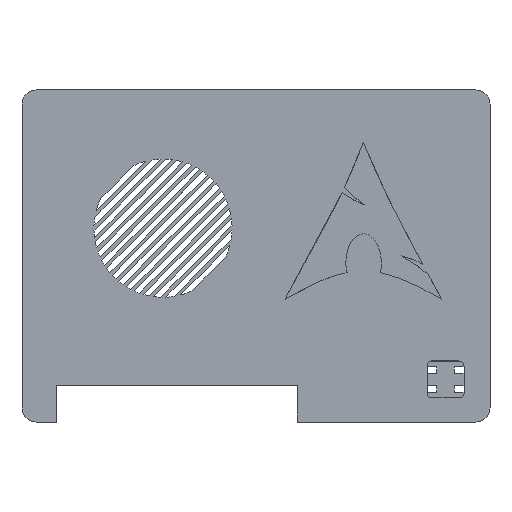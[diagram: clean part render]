
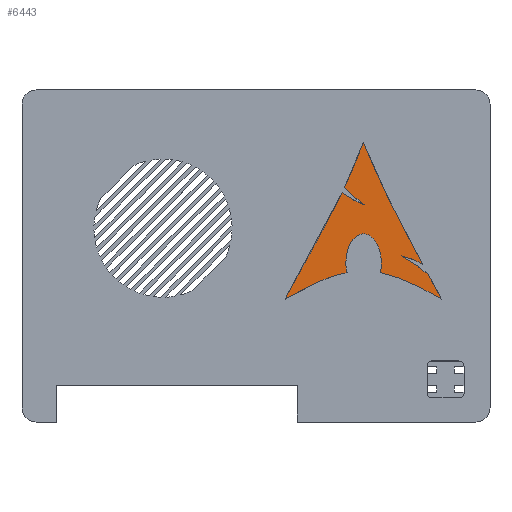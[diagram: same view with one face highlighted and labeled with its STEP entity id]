
A CAD part, top view. The second image highlights one B-rep face of the part: STEP entity #6443.
In plain terms, the highlighted planar face has unit normal (0, 0, 1).
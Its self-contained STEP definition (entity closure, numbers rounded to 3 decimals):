
#5433 = VERTEX_POINT('',#5434);
#5434 = CARTESIAN_POINT('',(91.996,21.601,1.));
#5440 = EDGE_CURVE('',#5433,#5441,#5443,.T.);
#5441 = VERTEX_POINT('',#5442);
#5442 = CARTESIAN_POINT('',(86.68,9.009,1.));
#5443 = B_SPLINE_CURVE_WITH_KNOTS('',3,(#5444,#5445,#5446,#5447),
  .UNSPECIFIED.,.F.,.F.,(4,4),(0.,1.),.PIECEWISE_BEZIER_KNOTS.);
#5444 = CARTESIAN_POINT('',(91.996,21.601,1.));
#5445 = CARTESIAN_POINT('',(90.039,16.803,1.));
#5446 = CARTESIAN_POINT('',(88.859,13.664,1.));
#5447 = CARTESIAN_POINT('',(86.68,9.009,1.));
#5468 = EDGE_CURVE('',#5441,#5469,#5471,.T.);
#5469 = VERTEX_POINT('',#5470);
#5470 = CARTESIAN_POINT('',(92.319,4.081,1.));
#5471 = B_SPLINE_CURVE_WITH_KNOTS('',3,(#5472,#5473,#5474,#5475),
  .UNSPECIFIED.,.F.,.F.,(4,4),(0.,1.),.PIECEWISE_BEZIER_KNOTS.);
#5472 = CARTESIAN_POINT('',(86.68,9.009,1.));
#5473 = CARTESIAN_POINT('',(88.016,7.593,1.));
#5474 = CARTESIAN_POINT('',(89.656,5.943,1.));
#5475 = CARTESIAN_POINT('',(92.319,4.081,1.));
#5496 = EDGE_CURVE('',#5469,#5497,#5499,.T.);
#5497 = VERTEX_POINT('',#5498);
#5498 = CARTESIAN_POINT('',(86.043,7.669,1.));
#5499 = B_SPLINE_CURVE_WITH_KNOTS('',3,(#5500,#5501,#5502,#5503),
  .UNSPECIFIED.,.F.,.F.,(4,4),(0.,1.),.PIECEWISE_BEZIER_KNOTS.);
#5500 = CARTESIAN_POINT('',(92.319,4.081,1.));
#5501 = CARTESIAN_POINT('',(89.456,5.259,1.));
#5502 = CARTESIAN_POINT('',(87.503,6.442,1.));
#5503 = CARTESIAN_POINT('',(86.043,7.669,1.));
#5524 = EDGE_CURVE('',#5497,#5525,#5527,.T.);
#5525 = VERTEX_POINT('',#5526);
#5526 = CARTESIAN_POINT('',(70.019,-22.369,1.));
#5527 = B_SPLINE_CURVE_WITH_KNOTS('',3,(#5528,#5529,#5530,#5531),
  .UNSPECIFIED.,.F.,.F.,(4,4),(0.,1.),.PIECEWISE_BEZIER_KNOTS.);
#5528 = CARTESIAN_POINT('',(86.043,7.669,1.));
#5529 = CARTESIAN_POINT('',(83.254,1.85,1.));
#5530 = CARTESIAN_POINT('',(78.885,-6.438,1.));
#5531 = CARTESIAN_POINT('',(70.019,-22.369,1.));
#5552 = EDGE_CURVE('',#5525,#5553,#5555,.T.);
#5553 = VERTEX_POINT('',#5554);
#5554 = CARTESIAN_POINT('',(87.424,-14.919,1.));
#5555 = B_SPLINE_CURVE_WITH_KNOTS('',3,(#5556,#5557,#5558,#5559),
  .UNSPECIFIED.,.F.,.F.,(4,4),(0.,1.),.PIECEWISE_BEZIER_KNOTS.);
#5556 = CARTESIAN_POINT('',(70.019,-22.369,1.));
#5557 = CARTESIAN_POINT('',(76.988,-18.346,1.));
#5558 = CARTESIAN_POINT('',(82.39,-15.866,1.));
#5559 = CARTESIAN_POINT('',(87.424,-14.919,1.));
#5580 = EDGE_CURVE('',#5553,#5581,#5583,.T.);
#5581 = VERTEX_POINT('',#5582);
#5582 = CARTESIAN_POINT('',(87.093,-11.935,1.));
#5583 = B_SPLINE_CURVE_WITH_KNOTS('',3,(#5584,#5585,#5586,#5587),
  .UNSPECIFIED.,.F.,.F.,(4,4),(0.,1.),.PIECEWISE_BEZIER_KNOTS.);
#5584 = CARTESIAN_POINT('',(87.424,-14.919,1.));
#5585 = CARTESIAN_POINT('',(87.208,-13.99,1.));
#5586 = CARTESIAN_POINT('',(87.085,-12.984,1.));
#5587 = CARTESIAN_POINT('',(87.093,-11.935,1.));
#5608 = EDGE_CURVE('',#5581,#5609,#5611,.T.);
#5609 = VERTEX_POINT('',#5610);
#5610 = CARTESIAN_POINT('',(87.101,-11.711,1.));
#5611 = B_SPLINE_CURVE_WITH_KNOTS('',1,(#5612,#5613),.UNSPECIFIED.,.F.,
  .F.,(2,2),(0.,0.844),.PIECEWISE_BEZIER_KNOTS.);
#5612 = CARTESIAN_POINT('',(87.093,-11.935,1.));
#5613 = CARTESIAN_POINT('',(87.101,-11.711,1.));
#5632 = EDGE_CURVE('',#5609,#5633,#5635,.T.);
#5633 = VERTEX_POINT('',#5634);
#5634 = CARTESIAN_POINT('',(92.286,-4.047,1.));
#5635 = B_SPLINE_CURVE_WITH_KNOTS('',3,(#5636,#5637,#5638,#5639),
  .UNSPECIFIED.,.F.,.F.,(4,4),(0.,1.),.PIECEWISE_BEZIER_KNOTS.);
#5636 = CARTESIAN_POINT('',(87.101,-11.711,1.));
#5637 = CARTESIAN_POINT('',(87.212,-7.247,1.));
#5638 = CARTESIAN_POINT('',(89.534,-3.814,1.));
#5639 = CARTESIAN_POINT('',(92.286,-4.047,1.));
#5660 = EDGE_CURVE('',#5633,#5661,#5663,.T.);
#5661 = VERTEX_POINT('',#5662);
#5662 = CARTESIAN_POINT('',(97.065,-12.555,1.));
#5663 = B_SPLINE_CURVE_WITH_KNOTS('',3,(#5664,#5665,#5666,#5667),
  .UNSPECIFIED.,.F.,.F.,(4,4),(0.,1.),.PIECEWISE_BEZIER_KNOTS.);
#5664 = CARTESIAN_POINT('',(92.286,-4.047,1.));
#5665 = CARTESIAN_POINT('',(95.037,-4.28,1.));
#5666 = CARTESIAN_POINT('',(97.175,-8.09,1.));
#5667 = CARTESIAN_POINT('',(97.065,-12.555,1.));
#5688 = EDGE_CURVE('',#5661,#5689,#5691,.T.);
#5689 = VERTEX_POINT('',#5690);
#5690 = CARTESIAN_POINT('',(96.784,-14.953,1.));
#5691 = B_SPLINE_CURVE_WITH_KNOTS('',3,(#5692,#5693,#5694,#5695),
  .UNSPECIFIED.,.F.,.F.,(4,4),(0.,1.),.PIECEWISE_BEZIER_KNOTS.);
#5692 = CARTESIAN_POINT('',(97.065,-12.555,1.));
#5693 = CARTESIAN_POINT('',(97.044,-13.395,1.));
#5694 = CARTESIAN_POINT('',(96.949,-14.203,1.));
#5695 = CARTESIAN_POINT('',(96.784,-14.953,1.));
#5716 = EDGE_CURVE('',#5689,#5717,#5719,.T.);
#5717 = VERTEX_POINT('',#5718);
#5718 = CARTESIAN_POINT('',(113.981,-22.369,1.));
#5719 = B_SPLINE_CURVE_WITH_KNOTS('',3,(#5720,#5721,#5722,#5723),
  .UNSPECIFIED.,.F.,.F.,(4,4),(0.,1.),.PIECEWISE_BEZIER_KNOTS.);
#5720 = CARTESIAN_POINT('',(96.784,-14.953,1.));
#5721 = CARTESIAN_POINT('',(101.763,-15.927,1.));
#5722 = CARTESIAN_POINT('',(107.107,-18.401,1.));
#5723 = CARTESIAN_POINT('',(113.981,-22.369,1.));
#5744 = EDGE_CURVE('',#5717,#5745,#5747,.T.);
#5745 = VERTEX_POINT('',#5746);
#5746 = CARTESIAN_POINT('',(110.261,-15.482,1.));
#5747 = B_SPLINE_CURVE_WITH_KNOTS('',3,(#5748,#5749,#5750,#5751),
  .UNSPECIFIED.,.F.,.F.,(4,4),(0.,1.),.PIECEWISE_BEZIER_KNOTS.);
#5748 = CARTESIAN_POINT('',(113.981,-22.369,1.));
#5749 = CARTESIAN_POINT('',(112.626,-19.874,1.));
#5750 = CARTESIAN_POINT('',(111.416,-17.624,1.));
#5751 = CARTESIAN_POINT('',(110.261,-15.482,1.));
#5772 = EDGE_CURVE('',#5745,#5773,#5775,.T.);
#5773 = VERTEX_POINT('',#5774);
#5774 = CARTESIAN_POINT('',(102.671,-10.248,1.));
#5775 = B_SPLINE_CURVE_WITH_KNOTS('',3,(#5776,#5777,#5778,#5779),
  .UNSPECIFIED.,.F.,.F.,(4,4),(0.,1.),.PIECEWISE_BEZIER_KNOTS.);
#5776 = CARTESIAN_POINT('',(110.261,-15.482,1.));
#5777 = CARTESIAN_POINT('',(108.441,-14.071,1.));
#5778 = CARTESIAN_POINT('',(106.543,-12.235,1.));
#5779 = CARTESIAN_POINT('',(102.671,-10.248,1.));
#5800 = EDGE_CURVE('',#5773,#5801,#5803,.T.);
#5801 = VERTEX_POINT('',#5802);
#5802 = CARTESIAN_POINT('',(108.723,-12.629,1.));
#5803 = B_SPLINE_CURVE_WITH_KNOTS('',3,(#5804,#5805,#5806,#5807),
  .UNSPECIFIED.,.F.,.F.,(4,4),(0.,1.),.PIECEWISE_BEZIER_KNOTS.);
#5804 = CARTESIAN_POINT('',(102.671,-10.248,1.));
#5805 = CARTESIAN_POINT('',(105.332,-10.939,1.));
#5806 = CARTESIAN_POINT('',(107.238,-11.737,1.));
#5807 = CARTESIAN_POINT('',(108.723,-12.629,1.));
#5828 = EDGE_CURVE('',#5801,#5433,#5829,.T.);
#5829 = B_SPLINE_CURVE_WITH_KNOTS('',3,(#5830,#5831,#5832,#5833),
  .UNSPECIFIED.,.F.,.F.,(4,4),(0.,1.),.PIECEWISE_BEZIER_KNOTS.);
#5830 = CARTESIAN_POINT('',(108.723,-12.629,1.));
#5831 = CARTESIAN_POINT('',(96.976,9.242,1.));
#5832 = CARTESIAN_POINT('',(96.025,12.148,1.));
#5833 = CARTESIAN_POINT('',(91.996,21.601,1.));
#6443 = ADVANCED_FACE('',(#6444),#6461,.T.);
#6444 = FACE_BOUND('',#6445,.T.);
#6445 = EDGE_LOOP('',(#6446,#6447,#6448,#6449,#6450,#6451,#6452,#6453,
    #6454,#6455,#6456,#6457,#6458,#6459,#6460));
#6446 = ORIENTED_EDGE('',*,*,#5440,.T.);
#6447 = ORIENTED_EDGE('',*,*,#5468,.T.);
#6448 = ORIENTED_EDGE('',*,*,#5496,.T.);
#6449 = ORIENTED_EDGE('',*,*,#5524,.T.);
#6450 = ORIENTED_EDGE('',*,*,#5552,.T.);
#6451 = ORIENTED_EDGE('',*,*,#5580,.T.);
#6452 = ORIENTED_EDGE('',*,*,#5608,.T.);
#6453 = ORIENTED_EDGE('',*,*,#5632,.T.);
#6454 = ORIENTED_EDGE('',*,*,#5660,.T.);
#6455 = ORIENTED_EDGE('',*,*,#5688,.T.);
#6456 = ORIENTED_EDGE('',*,*,#5716,.T.);
#6457 = ORIENTED_EDGE('',*,*,#5744,.T.);
#6458 = ORIENTED_EDGE('',*,*,#5772,.T.);
#6459 = ORIENTED_EDGE('',*,*,#5800,.T.);
#6460 = ORIENTED_EDGE('',*,*,#5828,.T.);
#6461 = PLANE('',#6462);
#6462 = AXIS2_PLACEMENT_3D('',#6463,#6464,#6465);
#6463 = CARTESIAN_POINT('',(92.756,-5.563,1.));
#6464 = DIRECTION('',(0.,0.,1.));
#6465 = DIRECTION('',(1.,0.,0.));
